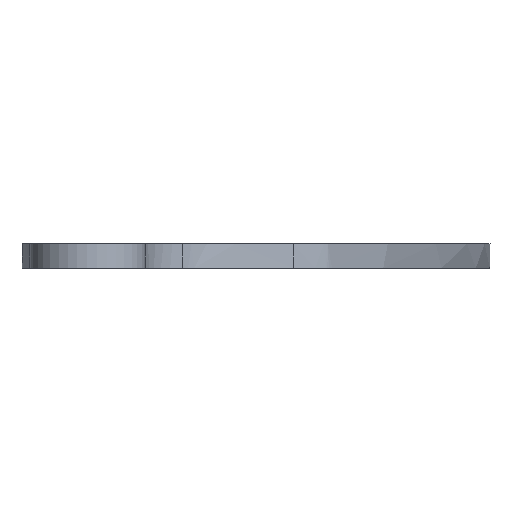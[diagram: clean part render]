
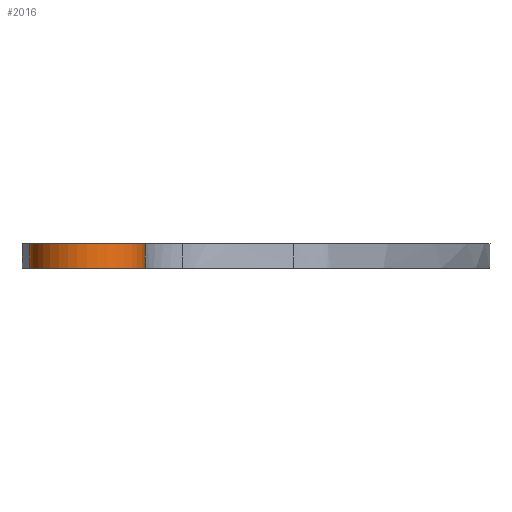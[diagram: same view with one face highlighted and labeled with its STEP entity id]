
A CAD part, left-side view. The second image highlights one B-rep face of the part: STEP entity #2016.
In plain terms, the highlighted cylindrical face has radius 15 mm (diameter 30 mm), a partial arc.
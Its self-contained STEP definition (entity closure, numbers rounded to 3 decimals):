
#43=CIRCLE('',#2100,15.);
#61=CIRCLE('',#2126,15.);
#79=CYLINDRICAL_SURFACE('',#2143,15.);
#220=LINE('',#12637,#336);
#238=LINE('',#17551,#354);
#336=VECTOR('',#2304,10.);
#354=VECTOR('',#2362,10.);
#486=FACE_OUTER_BOUND('',#613,.T.);
#613=EDGE_LOOP('',(#1731,#1732,#1733,#1734));
#859=VERTEX_POINT('',#6530);
#860=VERTEX_POINT('',#6561);
#941=VERTEX_POINT('',#12556);
#945=VERTEX_POINT('',#14688);
#1092=EDGE_CURVE('',#859,#860,#43,.T.);
#1196=EDGE_CURVE('',#860,#941,#220,.T.);
#1201=EDGE_CURVE('',#941,#945,#61,.T.);
#1263=EDGE_CURVE('',#859,#945,#238,.T.);
#1731=ORIENTED_EDGE('',*,*,#1196,.F.);
#1732=ORIENTED_EDGE('',*,*,#1092,.F.);
#1733=ORIENTED_EDGE('',*,*,#1263,.T.);
#1734=ORIENTED_EDGE('',*,*,#1201,.F.);
#2016=ADVANCED_FACE('',(#486),#79,.T.);
#2100=AXIS2_PLACEMENT_3D('',#6562,#2231,#2232);
#2126=AXIS2_PLACEMENT_3D('',#14689,#2309,#2310);
#2143=AXIS2_PLACEMENT_3D('',#17550,#2360,#2361);
#2231=DIRECTION('center_axis',(0.,0.,1.));
#2232=DIRECTION('ref_axis',(0.332,0.943,0.));
#2304=DIRECTION('',(0.,0.,-1.));
#2309=DIRECTION('center_axis',(0.,0.,-1.));
#2310=DIRECTION('ref_axis',(0.332,0.943,0.));
#2360=DIRECTION('center_axis',(0.,0.,-1.));
#2361=DIRECTION('ref_axis',(-0.985,0.174,0.));
#2362=DIRECTION('',(0.,0.,-1.));
#6530=CARTESIAN_POINT('',(34.985,132.747,6.3));
#6561=CARTESIAN_POINT('',(29.832,103.601,6.3));
#6562=CARTESIAN_POINT('Origin',(30.,118.6,6.3));
#12556=CARTESIAN_POINT('',(29.832,103.601,0.));
#12637=CARTESIAN_POINT('',(29.832,103.601,6.3));
#14688=CARTESIAN_POINT('',(34.985,132.747,0.));
#14689=CARTESIAN_POINT('Origin',(30.,118.6,0.));
#17550=CARTESIAN_POINT('Origin',(30.,118.6,6.3));
#17551=CARTESIAN_POINT('',(34.985,132.747,6.3));
